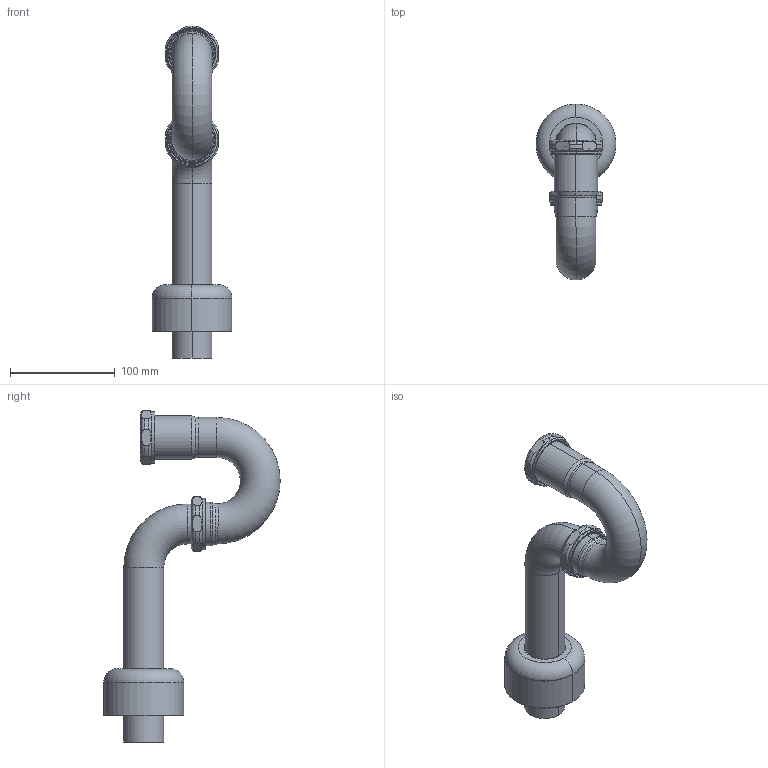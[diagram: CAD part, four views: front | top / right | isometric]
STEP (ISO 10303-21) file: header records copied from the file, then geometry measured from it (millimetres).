
FILE_DESCRIPTION((''),'2;1');
FILE_NAME('3013','2021-06-07T18:49:25',('NSantos'),(''),'CREO PARAMETRIC BY PTC INC, 2018500','CREO PARAMETRIC BY PTC INC, 2018500','');
FILE_SCHEMA(('CONFIG_CONTROL_DESIGN'));
Length unit declared in the file: inch
Products named in the file (1): 3013
Bounding box: 76.2 x 168.21 x 316.67 mm (x, y, z)
Volume: 509192.3 mm3; surface area: 166680.3 mm2
Topology: 3 solids, 10 shells, 237 faces, 570 edges, 344 vertices
Faces by surface type: cylinder 98, torus 62, plane 45, bspline 18, cone 14
Entity records: 11296 total; most frequent: CARTESIAN_POINT 5783, DIRECTION 1216, ORIENTED_EDGE 1092, EDGE_CURVE 570, AXIS2_PLACEMENT_3D 534, VERTEX_POINT 344, CIRCLE 314, EDGE_LOOP 254
